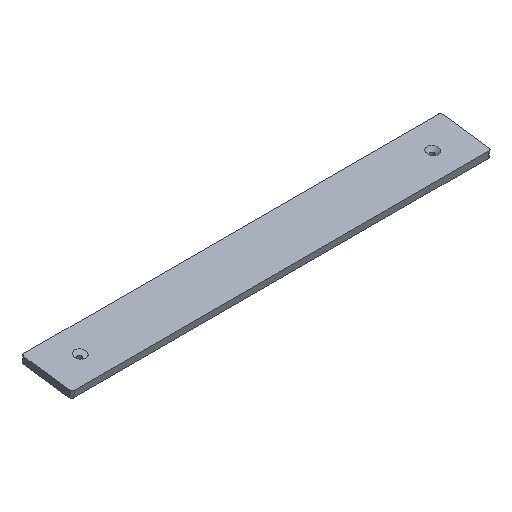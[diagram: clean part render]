
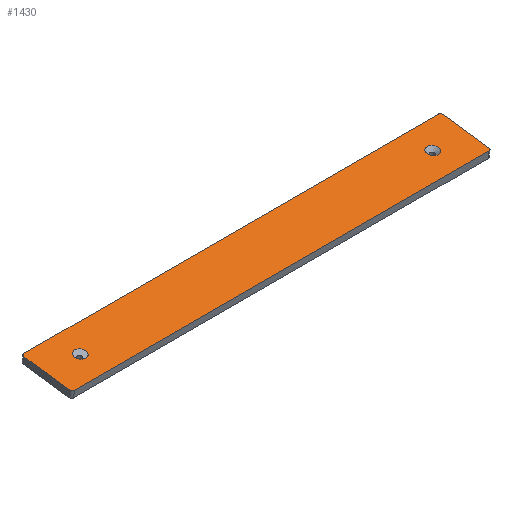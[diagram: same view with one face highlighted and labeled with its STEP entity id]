
A CAD part, isometric view. The second image highlights one B-rep face of the part: STEP entity #1430.
In plain terms, the highlighted planar face has unit normal (0, -0.131, 0.991).
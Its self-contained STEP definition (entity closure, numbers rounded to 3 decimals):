
#21=FACE_BOUND('',#310,.T.);
#22=FACE_BOUND('',#311,.T.);
#127=CIRCLE('',#1454,1.87);
#129=CIRCLE('',#1458,1.87);
#131=CIRCLE('',#1462,1.87);
#133=CIRCLE('',#1466,1.87);
#134=CIRCLE('',#1490,4.15);
#137=CIRCLE('',#1495,4.15);
#228=FACE_OUTER_BOUND('',#309,.T.);
#309=EDGE_LOOP('',(#1277,#1278,#1279,#1280,#1281,#1282,#1283,#1284));
#310=EDGE_LOOP('',(#1285));
#311=EDGE_LOOP('',(#1286));
#335=LINE('',#1816,#457);
#339=LINE('',#1828,#461);
#343=LINE('',#1840,#465);
#347=LINE('',#1852,#469);
#457=VECTOR('',#1556,10.);
#461=VECTOR('',#1568,10.);
#465=VECTOR('',#1580,10.);
#469=VECTOR('',#1592,10.);
#579=VERTEX_POINT('',#1813);
#580=VERTEX_POINT('',#1815);
#582=VERTEX_POINT('',#1821);
#584=VERTEX_POINT('',#1827);
#586=VERTEX_POINT('',#1833);
#588=VERTEX_POINT('',#1839);
#590=VERTEX_POINT('',#1845);
#592=VERTEX_POINT('',#1851);
#693=VERTEX_POINT('',#2706);
#696=VERTEX_POINT('',#2716);
#725=EDGE_CURVE('',#580,#579,#335,.T.);
#728=EDGE_CURVE('',#582,#580,#127,.T.);
#731=EDGE_CURVE('',#584,#582,#339,.T.);
#734=EDGE_CURVE('',#586,#584,#129,.T.);
#737=EDGE_CURVE('',#588,#586,#343,.T.);
#740=EDGE_CURVE('',#590,#588,#131,.T.);
#743=EDGE_CURVE('',#592,#590,#347,.T.);
#746=EDGE_CURVE('',#579,#592,#133,.T.);
#897=EDGE_CURVE('',#693,#693,#134,.T.);
#902=EDGE_CURVE('',#696,#696,#137,.T.);
#1277=ORIENTED_EDGE('',*,*,#737,.T.);
#1278=ORIENTED_EDGE('',*,*,#734,.T.);
#1279=ORIENTED_EDGE('',*,*,#731,.T.);
#1280=ORIENTED_EDGE('',*,*,#728,.T.);
#1281=ORIENTED_EDGE('',*,*,#725,.T.);
#1282=ORIENTED_EDGE('',*,*,#746,.T.);
#1283=ORIENTED_EDGE('',*,*,#743,.T.);
#1284=ORIENTED_EDGE('',*,*,#740,.T.);
#1285=ORIENTED_EDGE('',*,*,#897,.T.);
#1286=ORIENTED_EDGE('',*,*,#902,.T.);
#1353=PLANE('',#1499);
#1430=ADVANCED_FACE('',(#228,#21,#22),#1353,.F.);
#1454=AXIS2_PLACEMENT_3D('',#1822,#1562,#1563);
#1458=AXIS2_PLACEMENT_3D('',#1834,#1574,#1575);
#1462=AXIS2_PLACEMENT_3D('',#1846,#1586,#1587);
#1466=AXIS2_PLACEMENT_3D('',#1856,#1598,#1599);
#1490=AXIS2_PLACEMENT_3D('',#2707,#1732,#1733);
#1495=AXIS2_PLACEMENT_3D('',#2717,#1744,#1745);
#1499=AXIS2_PLACEMENT_3D('',#2725,#1754,#1755);
#1556=DIRECTION('',(0.,0.991,0.131));
#1562=DIRECTION('center_axis',(0.,-0.131,0.991));
#1563=DIRECTION('ref_axis',(0.,-0.991,-0.131));
#1568=DIRECTION('',(1.,0.,0.));
#1574=DIRECTION('center_axis',(0.,-0.131,0.991));
#1575=DIRECTION('ref_axis',(-1.,0.,0.));
#1580=DIRECTION('',(0.,-0.991,-0.131));
#1586=DIRECTION('center_axis',(0.,-0.131,0.991));
#1587=DIRECTION('ref_axis',(0.,0.991,0.131));
#1592=DIRECTION('',(-1.,0.,0.));
#1598=DIRECTION('center_axis',(0.,-0.131,0.991));
#1599=DIRECTION('ref_axis',(1.,0.,0.));
#1732=DIRECTION('center_axis',(0.,0.131,-0.991));
#1733=DIRECTION('ref_axis',(1.,0.,0.));
#1744=DIRECTION('center_axis',(0.,0.131,-0.991));
#1745=DIRECTION('ref_axis',(1.,0.,0.));
#1754=DIRECTION('center_axis',(0.,0.131,-0.991));
#1755=DIRECTION('ref_axis',(-1.,0.,0.));
#1813=CARTESIAN_POINT('',(329.879,64.809,11.874));
#1815=CARTESIAN_POINT('',(329.879,30.931,7.414));
#1816=CARTESIAN_POINT('',(329.879,38.947,8.47));
#1821=CARTESIAN_POINT('',(328.009,29.077,7.17));
#1822=CARTESIAN_POINT('Origin',(328.009,30.931,7.414));
#1827=CARTESIAN_POINT('',(19.844,29.077,7.17));
#1828=CARTESIAN_POINT('',(96.885,29.077,7.17));
#1833=CARTESIAN_POINT('',(17.974,30.931,7.414));
#1834=CARTESIAN_POINT('Origin',(19.844,30.931,7.414));
#1839=CARTESIAN_POINT('',(17.974,64.809,11.874));
#1840=CARTESIAN_POINT('',(17.974,55.886,10.7));
#1845=CARTESIAN_POINT('',(19.844,66.663,12.118));
#1846=CARTESIAN_POINT('Origin',(19.844,64.809,11.874));
#1851=CARTESIAN_POINT('',(328.009,66.663,12.118));
#1852=CARTESIAN_POINT('',(250.968,66.663,12.118));
#1856=CARTESIAN_POINT('Origin',(328.009,64.809,11.874));
#2706=CARTESIAN_POINT('',(38.735,47.87,9.644));
#2707=CARTESIAN_POINT('Origin',(42.885,47.87,9.644));
#2716=CARTESIAN_POINT('',(300.818,47.87,9.644));
#2717=CARTESIAN_POINT('Origin',(304.968,47.87,9.644));
#2725=CARTESIAN_POINT('Origin',(173.927,46.963,9.525));
